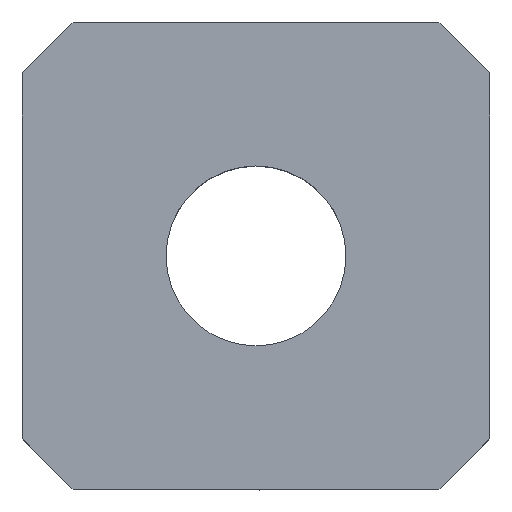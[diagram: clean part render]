
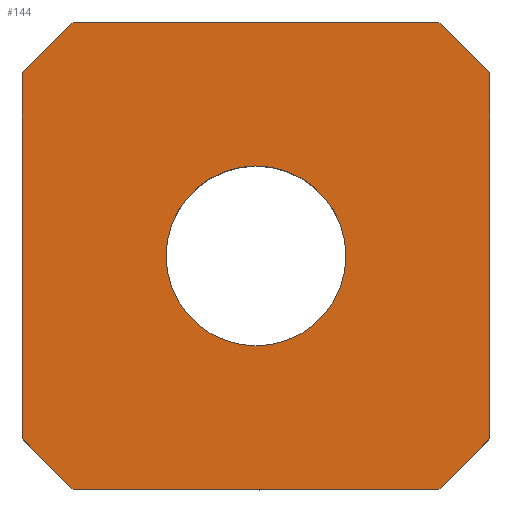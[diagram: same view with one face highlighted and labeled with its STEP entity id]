
A CAD part, top view. The second image highlights one B-rep face of the part: STEP entity #144.
In plain terms, the highlighted planar face has unit normal (0, 0, 1).
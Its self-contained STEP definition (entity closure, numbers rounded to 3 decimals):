
#2 = CARTESIAN_POINT ( 'NONE',  ( 6.5, 5.086, 0. ) ) ;
#3 = ORIENTED_EDGE ( 'NONE', *, *, #409, .T. ) ;
#7 = EDGE_CURVE ( 'NONE', #500, #42, #359, .T. ) ;
#8 = LINE ( 'NONE', #272, #560 ) ;
#12 = ORIENTED_EDGE ( 'NONE', *, *, #25, .T. ) ;
#19 = DIRECTION ( 'NONE',  ( 1., 0., 0. ) ) ;
#25 = EDGE_CURVE ( 'NONE', #181, #124, #266, .T. ) ;
#26 = DIRECTION ( 'NONE',  ( 0., -1., 0. ) ) ;
#40 = CARTESIAN_POINT ( 'NONE',  ( -5.086, 6.5, 0. ) ) ;
#42 = VERTEX_POINT ( 'NONE', #154 ) ;
#56 = LINE ( 'NONE', #404, #550 ) ;
#60 = VECTOR ( 'NONE', #527, 1000. ) ;
#62 = VERTEX_POINT ( 'NONE', #352 ) ;
#65 = EDGE_CURVE ( 'NONE', #112, #250, #107, .T. ) ;
#66 = LINE ( 'NONE', #361, #60 ) ;
#71 = EDGE_CURVE ( 'NONE', #62, #490, #221, .T. ) ;
#79 = EDGE_CURVE ( 'NONE', #42, #500, #97, .T. ) ;
#87 = CARTESIAN_POINT ( 'NONE',  ( -6.5, -5.086, 0. ) ) ;
#88 = VECTOR ( 'NONE', #26, 1000. ) ;
#97 = CIRCLE ( 'NONE', #439, 2.5 ) ;
#100 = ORIENTED_EDGE ( 'NONE', *, *, #548, .T. ) ;
#107 = LINE ( 'NONE', #216, #455 ) ;
#108 = CARTESIAN_POINT ( 'NONE',  ( -6.5, 0., 0. ) ) ;
#109 = CARTESIAN_POINT ( 'NONE',  ( 6.5, 5.086, 0. ) ) ;
#112 = VERTEX_POINT ( 'NONE', #431 ) ;
#114 = EDGE_CURVE ( 'NONE', #124, #322, #56, .T. ) ;
#115 = DIRECTION ( 'NONE',  ( -1., 0., 0. ) ) ;
#116 = CARTESIAN_POINT ( 'NONE',  ( 0., 6.5, 0. ) ) ;
#124 = VERTEX_POINT ( 'NONE', #87 ) ;
#134 = AXIS2_PLACEMENT_3D ( 'NONE', #427, #553, #162 ) ;
#141 = ORIENTED_EDGE ( 'NONE', *, *, #79, .T. ) ;
#144 = ADVANCED_FACE ( 'NONE', ( #265, #188 ), #525, .T. ) ;
#149 = EDGE_CURVE ( 'NONE', #379, #112, #66, .T. ) ;
#154 = CARTESIAN_POINT ( 'NONE',  ( 2.5, 0., 0. ) ) ;
#160 = EDGE_LOOP ( 'NONE', ( #228, #141 ) ) ;
#162 = DIRECTION ( 'NONE',  ( -1., 0., 0. ) ) ;
#164 = CARTESIAN_POINT ( 'NONE',  ( 5.086, -6.5, 0. ) ) ;
#181 = VERTEX_POINT ( 'NONE', #390 ) ;
#188 = FACE_OUTER_BOUND ( 'NONE', #412, .T. ) ;
#207 = ORIENTED_EDGE ( 'NONE', *, *, #114, .T. ) ;
#216 = CARTESIAN_POINT ( 'NONE',  ( 6.5, 0., 0. ) ) ;
#221 = LINE ( 'NONE', #116, #362 ) ;
#228 = ORIENTED_EDGE ( 'NONE', *, *, #7, .T. ) ;
#250 = VERTEX_POINT ( 'NONE', #109 ) ;
#253 = LINE ( 'NONE', #2, #377 ) ;
#262 = DIRECTION ( 'NONE',  ( 0., 1., 0. ) ) ;
#265 = FACE_BOUND ( 'NONE', #160, .T. ) ;
#266 = LINE ( 'NONE', #108, #88 ) ;
#269 = DIRECTION ( 'NONE',  ( 0., 0., 1. ) ) ;
#272 = CARTESIAN_POINT ( 'NONE',  ( 0., -6.5, 0. ) ) ;
#317 = CARTESIAN_POINT ( 'NONE',  ( 0., 0., 0. ) ) ;
#322 = VERTEX_POINT ( 'NONE', #508 ) ;
#332 = ORIENTED_EDGE ( 'NONE', *, *, #71, .T. ) ;
#339 = CARTESIAN_POINT ( 'NONE',  ( 0., 0., 0. ) ) ;
#349 = CARTESIAN_POINT ( 'NONE',  ( -5.086, 6.5, 0. ) ) ;
#352 = CARTESIAN_POINT ( 'NONE',  ( 5.086, 6.5, 0. ) ) ;
#359 = CIRCLE ( 'NONE', #134, 2.5 ) ;
#361 = CARTESIAN_POINT ( 'NONE',  ( 5.086, -6.5, 0. ) ) ;
#362 = VECTOR ( 'NONE', #436, 1000. ) ;
#371 = CARTESIAN_POINT ( 'NONE',  ( -2.5, 0., 0. ) ) ;
#374 = ORIENTED_EDGE ( 'NONE', *, *, #149, .T. ) ;
#376 = AXIS2_PLACEMENT_3D ( 'NONE', #317, #269, #573 ) ;
#377 = VECTOR ( 'NONE', #496, 1000. ) ;
#379 = VERTEX_POINT ( 'NONE', #164 ) ;
#390 = CARTESIAN_POINT ( 'NONE',  ( -6.5, 5.086, 0. ) ) ;
#397 = DIRECTION ( 'NONE',  ( 0., 0., -1. ) ) ;
#400 = DIRECTION ( 'NONE',  ( 0.707, -0.707, 0. ) ) ;
#404 = CARTESIAN_POINT ( 'NONE',  ( -6.5, -5.086, 0. ) ) ;
#409 = EDGE_CURVE ( 'NONE', #490, #181, #561, .T. ) ;
#412 = EDGE_LOOP ( 'NONE', ( #374, #430, #497, #332, #3, #12, #207, #100 ) ) ;
#427 = CARTESIAN_POINT ( 'NONE',  ( 0., 0., 0. ) ) ;
#430 = ORIENTED_EDGE ( 'NONE', *, *, #65, .T. ) ;
#431 = CARTESIAN_POINT ( 'NONE',  ( 6.5, -5.086, 0. ) ) ;
#436 = DIRECTION ( 'NONE',  ( -1., 0., 0. ) ) ;
#439 = AXIS2_PLACEMENT_3D ( 'NONE', #339, #397, #115 ) ;
#455 = VECTOR ( 'NONE', #262, 1000. ) ;
#465 = VECTOR ( 'NONE', #518, 1000. ) ;
#490 = VERTEX_POINT ( 'NONE', #349 ) ;
#496 = DIRECTION ( 'NONE',  ( -0.707, 0.707, 0. ) ) ;
#497 = ORIENTED_EDGE ( 'NONE', *, *, #564, .T. ) ;
#500 = VERTEX_POINT ( 'NONE', #371 ) ;
#508 = CARTESIAN_POINT ( 'NONE',  ( -5.086, -6.5, 0. ) ) ;
#518 = DIRECTION ( 'NONE',  ( -0.707, -0.707, 0. ) ) ;
#525 = PLANE ( 'NONE',  #376 ) ;
#527 = DIRECTION ( 'NONE',  ( 0.707, 0.707, 0. ) ) ;
#548 = EDGE_CURVE ( 'NONE', #322, #379, #8, .T. ) ;
#550 = VECTOR ( 'NONE', #400, 1000. ) ;
#553 = DIRECTION ( 'NONE',  ( 0., 0., -1. ) ) ;
#560 = VECTOR ( 'NONE', #19, 1000. ) ;
#561 = LINE ( 'NONE', #40, #465 ) ;
#564 = EDGE_CURVE ( 'NONE', #250, #62, #253, .T. ) ;
#573 = DIRECTION ( 'NONE',  ( 1., 0., 0. ) ) ;
